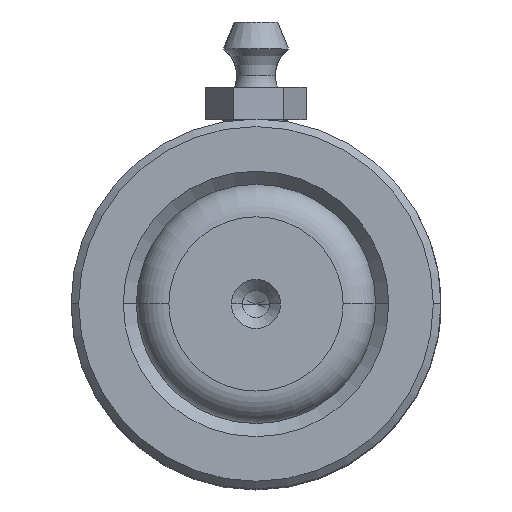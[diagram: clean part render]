
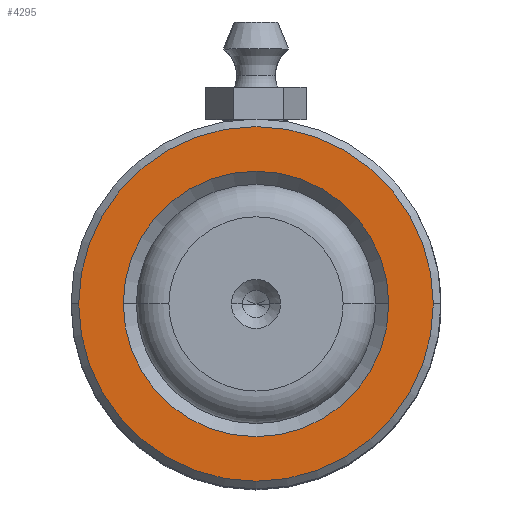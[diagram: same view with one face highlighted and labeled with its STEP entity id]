
A CAD part, top view. The second image highlights one B-rep face of the part: STEP entity #4295.
In plain terms, the highlighted planar face has unit normal (0, 0, 1).
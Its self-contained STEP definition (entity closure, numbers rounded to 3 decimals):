
#60 = CARTESIAN_POINT ( 'NONE',  ( 0., 0., 60. ) ) ;
#404 = CIRCLE ( 'NONE', #1750, 12.2 ) ;
#593 = EDGE_CURVE ( 'NONE', #761, #1865, #1122, .T. ) ;
#761 = VERTEX_POINT ( 'NONE', #1428 ) ;
#762 = CARTESIAN_POINT ( 'NONE',  ( -16.3, 0., 60. ) ) ;
#917 = PLANE ( 'NONE',  #5409 ) ;
#934 = VERTEX_POINT ( 'NONE', #762 ) ;
#1122 = CIRCLE ( 'NONE', #4176, 12.2 ) ;
#1249 = EDGE_LOOP ( 'NONE', ( #4074, #4329 ) ) ;
#1428 = CARTESIAN_POINT ( 'NONE',  ( -12.2, 0., 60. ) ) ;
#1750 = AXIS2_PLACEMENT_3D ( 'NONE', #4001, #8676, #8057 ) ;
#1865 = VERTEX_POINT ( 'NONE', #2680 ) ;
#2506 = DIRECTION ( 'NONE',  ( 1., 0., 0. ) ) ;
#2594 = EDGE_CURVE ( 'NONE', #934, #2842, #8158, .T. ) ;
#2680 = CARTESIAN_POINT ( 'NONE',  ( 12.2, 0., 60. ) ) ;
#2693 = FACE_BOUND ( 'NONE', #3886, .T. ) ;
#2728 = EDGE_CURVE ( 'NONE', #1865, #761, #404, .T. ) ;
#2755 = DIRECTION ( 'NONE',  ( 0., 0., 1. ) ) ;
#2842 = VERTEX_POINT ( 'NONE', #6439 ) ;
#2887 = DIRECTION ( 'NONE',  ( 1., 0., 0. ) ) ;
#3513 = DIRECTION ( 'NONE',  ( 0., 0., -1. ) ) ;
#3886 = EDGE_LOOP ( 'NONE', ( #7951, #6551 ) ) ;
#3933 = CIRCLE ( 'NONE', #5305, 16.3 ) ;
#4001 = CARTESIAN_POINT ( 'NONE',  ( 0., 0., 60. ) ) ;
#4074 = ORIENTED_EDGE ( 'NONE', *, *, #2594, .T. ) ;
#4176 = AXIS2_PLACEMENT_3D ( 'NONE', #6851, #3513, #2887 ) ;
#4295 = ADVANCED_FACE ( 'NONE', ( #5860, #2693 ), #917, .T. ) ;
#4329 = ORIENTED_EDGE ( 'NONE', *, *, #8132, .T. ) ;
#5213 = DIRECTION ( 'NONE',  ( 0., 0., 1. ) ) ;
#5305 = AXIS2_PLACEMENT_3D ( 'NONE', #7838, #5213, #2506 ) ;
#5409 = AXIS2_PLACEMENT_3D ( 'NONE', #7736, #8290, #6970 ) ;
#5507 = DIRECTION ( 'NONE',  ( 1., 0., 0. ) ) ;
#5860 = FACE_OUTER_BOUND ( 'NONE', #1249, .T. ) ;
#6439 = CARTESIAN_POINT ( 'NONE',  ( 16.3, 0., 60. ) ) ;
#6551 = ORIENTED_EDGE ( 'NONE', *, *, #593, .T. ) ;
#6851 = CARTESIAN_POINT ( 'NONE',  ( 0., 0., 60. ) ) ;
#6970 = DIRECTION ( 'NONE',  ( 1., 0., 0. ) ) ;
#7736 = CARTESIAN_POINT ( 'NONE',  ( 0., 0., 60. ) ) ;
#7787 = AXIS2_PLACEMENT_3D ( 'NONE', #60, #2755, #5507 ) ;
#7838 = CARTESIAN_POINT ( 'NONE',  ( 0., 0., 60. ) ) ;
#7951 = ORIENTED_EDGE ( 'NONE', *, *, #2728, .T. ) ;
#8057 = DIRECTION ( 'NONE',  ( 1., 0., 0. ) ) ;
#8132 = EDGE_CURVE ( 'NONE', #2842, #934, #3933, .T. ) ;
#8158 = CIRCLE ( 'NONE', #7787, 16.3 ) ;
#8290 = DIRECTION ( 'NONE',  ( 0., 0., 1. ) ) ;
#8676 = DIRECTION ( 'NONE',  ( 0., 0., -1. ) ) ;
